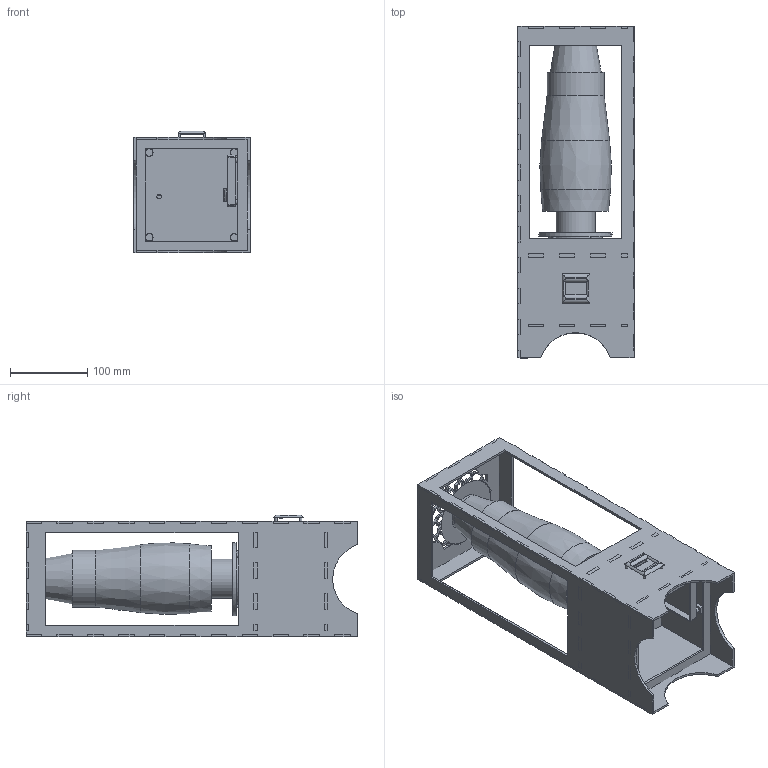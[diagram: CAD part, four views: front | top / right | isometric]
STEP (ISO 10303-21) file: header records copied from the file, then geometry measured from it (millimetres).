
FILE_DESCRIPTION(/* description */ (''),/* implementation_level */ '2;1');
FILE_NAME(/* name */ 'exterior plan v23.step',/* time_stamp */ '2022-01-03T14:37:32+01:00',/* author */ (''),/* organization */ (''),/* preprocessor_version */ 'ST-DEVELOPER v18.1',/* originating_system */ 'Autodesk Translation Framework v10.10.0.1391',/* authorisation */ '');
FILE_SCHEMA (('AUTOMOTIVE_DESIGN { 1 0 10303 214 3 1 1 }'));
Length unit declared in the file: millimetre
Products named in the file (7): exterior plan; the other parts v18; humidifier head; board holder; oled; hu model; LED HOLDER
Assembly tree (7 placements, depth 2):
  exterior plan
    the other parts v18
    humidifier head
    board holder
    oled  x2
    hu model
    LED HOLDER
Bounding box: 151 x 430 x 158 mm (x, y, z)
Volume: 1510022.7 mm3; surface area: 628895.8 mm2
Topology: 15 solids, 15 shells, 1509 faces, 4446 edges, 2982 vertices
Faces by surface type: plane 1276, cylinder 220, sphere 8, cone 4, bspline 1
Full cylindrical faces by diameter (mm): 3 x12, 4 x67, 5 x29, 6 x7, 10 x8, 10.4 x1, 13.5 x1, 50.5 x1, 58 x1, 66 x2, 69 x1, 69.7 x1, 73.5 x1, 73.898 x1, 91.5 x1, 95 x1
Entity records: 53322 total; most frequent: CARTESIAN_POINT 12809, ORIENTED_EDGE 8758, DIRECTION 7464, EDGE_CURVE 4379, LINE 3800, VECTOR 3800, VERTEX_POINT 2938, EDGE_LOOP 1883
